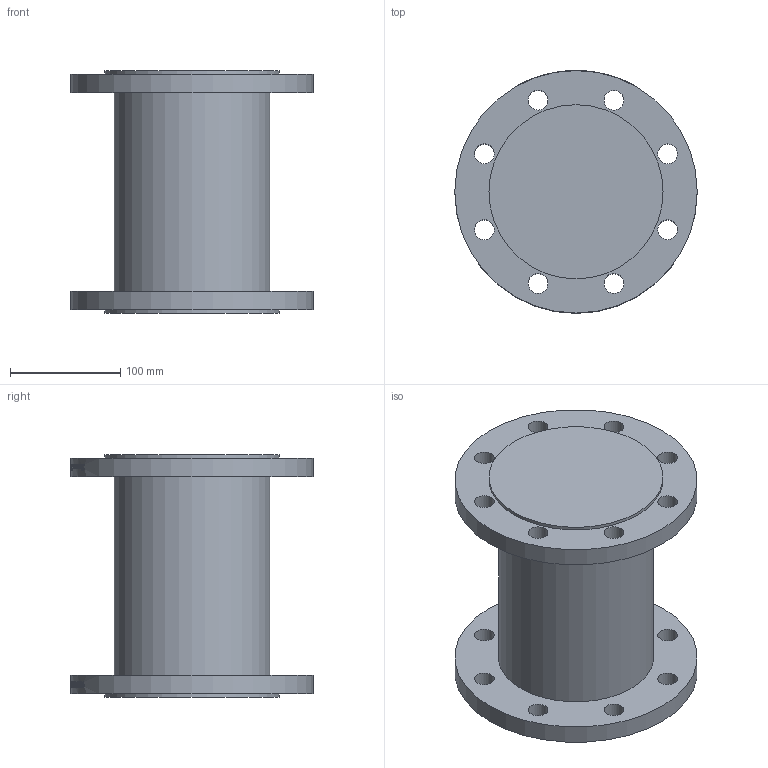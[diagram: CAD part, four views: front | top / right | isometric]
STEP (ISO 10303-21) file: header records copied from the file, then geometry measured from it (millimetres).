
FILE_DESCRIPTION(/* description */ ('1521100'),/* implementation_level */ '2;1');
FILE_NAME(/* name */ '1521100.stp',/* time_stamp */ '2022-06-17T15:53:16+02:00',/* author */ ('crozette'),/* organization */ ('Sferaco'),/* preprocessor_version */ 'ST-DEVELOPER v19',/* originating_system */ 'Autodesk Inventor 2023',/* authorisation */ '');
FILE_SCHEMA (('AUTOMOTIVE_DESIGN { 1 0 10303 214 3 1 1 }'));
Length unit declared in the file: millimetre
Products named in the file (1): 1521100
Bounding box: 220 x 220 x 220 mm (x, y, z)
Volume: 4151422.2 mm3; surface area: 234490.2 mm2
Topology: 1 solids, 1 shells, 851 faces, 2307 edges, 1538 vertices
Faces by surface type: bspline 420, plane 334, cylinder 97
Full cylindrical faces by diameter (mm): 18 x16, 141 x1, 158 x2, 220 x2
Entity records: 37500 total; most frequent: CARTESIAN_POINT 18463, ORIENTED_EDGE 4614, DIRECTION 2697, EDGE_CURVE 2307, VERTEX_POINT 1538, LINE 1101, VECTOR 1101, EDGE_LOOP 963
